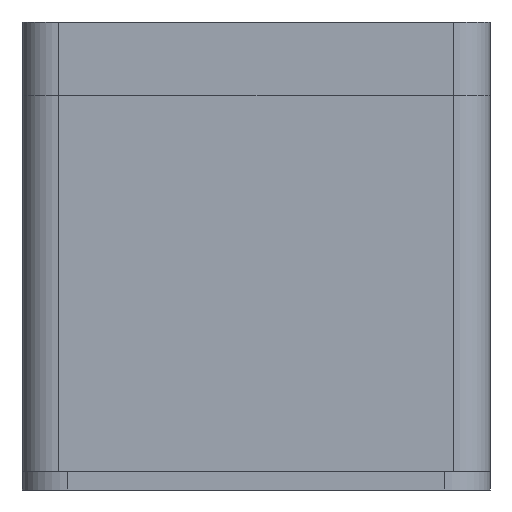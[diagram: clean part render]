
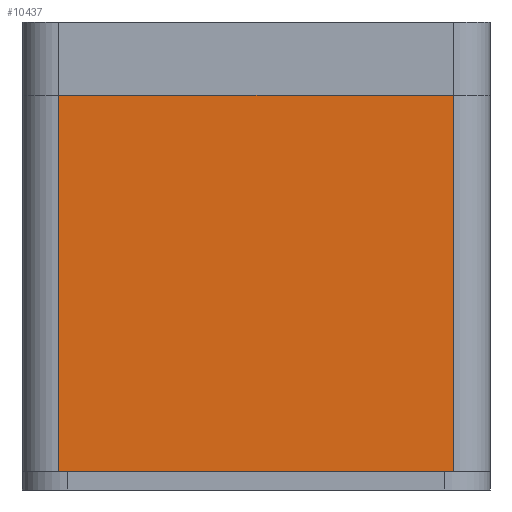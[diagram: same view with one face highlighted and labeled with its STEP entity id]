
A CAD part, front view. The second image highlights one B-rep face of the part: STEP entity #10437.
In plain terms, the highlighted planar face has unit normal (0, -1, 0).
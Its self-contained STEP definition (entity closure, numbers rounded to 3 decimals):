
#1017 = PLANE('',#1018);
#1018 = AXIS2_PLACEMENT_3D('',#1019,#1020,#1021);
#1019 = CARTESIAN_POINT('',(6.4,-100.,0.));
#1020 = DIRECTION('',(0.,-1.,0.));
#1021 = DIRECTION('',(-1.,0.,0.));
#4420 = VERTEX_POINT('',#4421);
#4421 = CARTESIAN_POINT('',(5.4,-100.,0.));
#4436 = CYLINDRICAL_SURFACE('',#4437,1.);
#4437 = AXIS2_PLACEMENT_3D('',#4438,#4439,#4440);
#4438 = CARTESIAN_POINT('',(5.4,-99.,0.));
#4439 = DIRECTION('',(0.,0.,1.));
#4440 = DIRECTION('',(0.,-1.,0.));
#4528 = EDGE_CURVE('',#4420,#4529,#4531,.T.);
#4529 = VERTEX_POINT('',#4530);
#4530 = CARTESIAN_POINT('',(-5.4,-100.,0.));
#4531 = SURFACE_CURVE('',#4532,(#4536,#4543),.PCURVE_S1.);
#4532 = LINE('',#4533,#4534);
#4533 = CARTESIAN_POINT('',(6.4,-100.,0.));
#4534 = VECTOR('',#4535,1.);
#4535 = DIRECTION('',(-1.,0.,0.));
#4536 = PCURVE('',#1017,#4537);
#4537 = DEFINITIONAL_REPRESENTATION('',(#4538),#4542);
#4538 = LINE('',#4539,#4540);
#4539 = CARTESIAN_POINT('',(0.,-0.));
#4540 = VECTOR('',#4541,1.);
#4541 = DIRECTION('',(1.,0.));
#4542 = ( GEOMETRIC_REPRESENTATION_CONTEXT(2) 
PARAMETRIC_REPRESENTATION_CONTEXT() REPRESENTATION_CONTEXT('2D SPACE',''
  ) );
#4543 = PCURVE('',#4544,#4549);
#4544 = PLANE('',#4545);
#4545 = AXIS2_PLACEMENT_3D('',#4546,#4547,#4548);
#4546 = CARTESIAN_POINT('',(5.4,-100.,0.));
#4547 = DIRECTION('',(0.,1.,0.));
#4548 = DIRECTION('',(-1.,0.,0.));
#4549 = DEFINITIONAL_REPRESENTATION('',(#4550),#4554);
#4550 = LINE('',#4551,#4552);
#4551 = CARTESIAN_POINT('',(-1.,0.));
#4552 = VECTOR('',#4553,1.);
#4553 = DIRECTION('',(1.,0.));
#4554 = ( GEOMETRIC_REPRESENTATION_CONTEXT(2) 
PARAMETRIC_REPRESENTATION_CONTEXT() REPRESENTATION_CONTEXT('2D SPACE',''
  ) );
#4654 = CYLINDRICAL_SURFACE('',#4655,1.);
#4655 = AXIS2_PLACEMENT_3D('',#4656,#4657,#4658);
#4656 = CARTESIAN_POINT('',(-5.4,-99.,0.));
#4657 = DIRECTION('',(0.,0.,1.));
#4658 = DIRECTION('',(0.,-1.,0.));
#10251 = PLANE('',#10252);
#10252 = AXIS2_PLACEMENT_3D('',#10253,#10254,#10255);
#10253 = CARTESIAN_POINT('',(0.,0.,-10.3));
#10254 = DIRECTION('',(0.,0.,1.));
#10255 = DIRECTION('',(1.,0.,0.));
#10290 = VERTEX_POINT('',#10291);
#10291 = CARTESIAN_POINT('',(5.4,-100.,-10.3));
#10317 = EDGE_CURVE('',#4420,#10290,#10318,.T.);
#10318 = SURFACE_CURVE('',#10319,(#10323,#10330),.PCURVE_S1.);
#10319 = LINE('',#10320,#10321);
#10320 = CARTESIAN_POINT('',(5.4,-100.,0.));
#10321 = VECTOR('',#10322,1.);
#10322 = DIRECTION('',(-0.,-0.,-1.));
#10323 = PCURVE('',#4436,#10324);
#10324 = DEFINITIONAL_REPRESENTATION('',(#10325),#10329);
#10325 = LINE('',#10326,#10327);
#10326 = CARTESIAN_POINT('',(-6.283,0.));
#10327 = VECTOR('',#10328,1.);
#10328 = DIRECTION('',(-0.,-1.));
#10329 = ( GEOMETRIC_REPRESENTATION_CONTEXT(2) 
PARAMETRIC_REPRESENTATION_CONTEXT() REPRESENTATION_CONTEXT('2D SPACE',''
  ) );
#10330 = PCURVE('',#4544,#10331);
#10331 = DEFINITIONAL_REPRESENTATION('',(#10332),#10336);
#10332 = LINE('',#10333,#10334);
#10333 = CARTESIAN_POINT('',(0.,0.));
#10334 = VECTOR('',#10335,1.);
#10335 = DIRECTION('',(0.,-1.));
#10336 = ( GEOMETRIC_REPRESENTATION_CONTEXT(2) 
PARAMETRIC_REPRESENTATION_CONTEXT() REPRESENTATION_CONTEXT('2D SPACE',''
  ) );
#10437 = ADVANCED_FACE('',(#10438),#4544,.F.);
#10438 = FACE_BOUND('',#10439,.F.);
#10439 = EDGE_LOOP('',(#10440,#10441,#10464,#10492,#10520,#10541));
#10440 = ORIENTED_EDGE('',*,*,#10317,.T.);
#10441 = ORIENTED_EDGE('',*,*,#10442,.T.);
#10442 = EDGE_CURVE('',#10290,#10443,#10445,.T.);
#10443 = VERTEX_POINT('',#10444);
#10444 = CARTESIAN_POINT('',(5.15,-100.,-10.3));
#10445 = SURFACE_CURVE('',#10446,(#10450,#10457),.PCURVE_S1.);
#10446 = LINE('',#10447,#10448);
#10447 = CARTESIAN_POINT('',(6.4,-100.,-10.3));
#10448 = VECTOR('',#10449,1.);
#10449 = DIRECTION('',(-1.,0.,0.));
#10450 = PCURVE('',#4544,#10451);
#10451 = DEFINITIONAL_REPRESENTATION('',(#10452),#10456);
#10452 = LINE('',#10453,#10454);
#10453 = CARTESIAN_POINT('',(-1.,-10.3));
#10454 = VECTOR('',#10455,1.);
#10455 = DIRECTION('',(1.,0.));
#10456 = ( GEOMETRIC_REPRESENTATION_CONTEXT(2) 
PARAMETRIC_REPRESENTATION_CONTEXT() REPRESENTATION_CONTEXT('2D SPACE',''
  ) );
#10457 = PCURVE('',#10251,#10458);
#10458 = DEFINITIONAL_REPRESENTATION('',(#10459),#10463);
#10459 = LINE('',#10460,#10461);
#10460 = CARTESIAN_POINT('',(6.4,-100.));
#10461 = VECTOR('',#10462,1.);
#10462 = DIRECTION('',(-1.,0.));
#10463 = ( GEOMETRIC_REPRESENTATION_CONTEXT(2) 
PARAMETRIC_REPRESENTATION_CONTEXT() REPRESENTATION_CONTEXT('2D SPACE',''
  ) );
#10464 = ORIENTED_EDGE('',*,*,#10465,.F.);
#10465 = EDGE_CURVE('',#10466,#10443,#10468,.T.);
#10466 = VERTEX_POINT('',#10467);
#10467 = CARTESIAN_POINT('',(-5.15,-100.,-10.3));
#10468 = SURFACE_CURVE('',#10469,(#10473,#10480),.PCURVE_S1.);
#10469 = LINE('',#10470,#10471);
#10470 = CARTESIAN_POINT('',(-5.15,-100.,-10.3));
#10471 = VECTOR('',#10472,1.);
#10472 = DIRECTION('',(1.,0.,0.));
#10473 = PCURVE('',#4544,#10474);
#10474 = DEFINITIONAL_REPRESENTATION('',(#10475),#10479);
#10475 = LINE('',#10476,#10477);
#10476 = CARTESIAN_POINT('',(10.55,-10.3));
#10477 = VECTOR('',#10478,1.);
#10478 = DIRECTION('',(-1.,0.));
#10479 = ( GEOMETRIC_REPRESENTATION_CONTEXT(2) 
PARAMETRIC_REPRESENTATION_CONTEXT() REPRESENTATION_CONTEXT('2D SPACE',''
  ) );
#10480 = PCURVE('',#10481,#10486);
#10481 = PLANE('',#10482);
#10482 = AXIS2_PLACEMENT_3D('',#10483,#10484,#10485);
#10483 = CARTESIAN_POINT('',(-5.15,-100.,-10.3));
#10484 = DIRECTION('',(0.,1.,0.));
#10485 = DIRECTION('',(-1.,-0.,-0.));
#10486 = DEFINITIONAL_REPRESENTATION('',(#10487),#10491);
#10487 = LINE('',#10488,#10489);
#10488 = CARTESIAN_POINT('',(-0.,0.));
#10489 = VECTOR('',#10490,1.);
#10490 = DIRECTION('',(-1.,0.));
#10491 = ( GEOMETRIC_REPRESENTATION_CONTEXT(2) 
PARAMETRIC_REPRESENTATION_CONTEXT() REPRESENTATION_CONTEXT('2D SPACE',''
  ) );
#10492 = ORIENTED_EDGE('',*,*,#10493,.T.);
#10493 = EDGE_CURVE('',#10466,#10494,#10496,.T.);
#10494 = VERTEX_POINT('',#10495);
#10495 = CARTESIAN_POINT('',(-5.4,-100.,-10.3));
#10496 = SURFACE_CURVE('',#10497,(#10501,#10508),.PCURVE_S1.);
#10497 = LINE('',#10498,#10499);
#10498 = CARTESIAN_POINT('',(6.4,-100.,-10.3));
#10499 = VECTOR('',#10500,1.);
#10500 = DIRECTION('',(-1.,0.,0.));
#10501 = PCURVE('',#4544,#10502);
#10502 = DEFINITIONAL_REPRESENTATION('',(#10503),#10507);
#10503 = LINE('',#10504,#10505);
#10504 = CARTESIAN_POINT('',(-1.,-10.3));
#10505 = VECTOR('',#10506,1.);
#10506 = DIRECTION('',(1.,0.));
#10507 = ( GEOMETRIC_REPRESENTATION_CONTEXT(2) 
PARAMETRIC_REPRESENTATION_CONTEXT() REPRESENTATION_CONTEXT('2D SPACE',''
  ) );
#10508 = PCURVE('',#10509,#10514);
#10509 = PLANE('',#10510);
#10510 = AXIS2_PLACEMENT_3D('',#10511,#10512,#10513);
#10511 = CARTESIAN_POINT('',(0.,0.,-10.3));
#10512 = DIRECTION('',(0.,0.,1.));
#10513 = DIRECTION('',(1.,0.,0.));
#10514 = DEFINITIONAL_REPRESENTATION('',(#10515),#10519);
#10515 = LINE('',#10516,#10517);
#10516 = CARTESIAN_POINT('',(6.4,-100.));
#10517 = VECTOR('',#10518,1.);
#10518 = DIRECTION('',(-1.,0.));
#10519 = ( GEOMETRIC_REPRESENTATION_CONTEXT(2) 
PARAMETRIC_REPRESENTATION_CONTEXT() REPRESENTATION_CONTEXT('2D SPACE',''
  ) );
#10520 = ORIENTED_EDGE('',*,*,#10521,.F.);
#10521 = EDGE_CURVE('',#4529,#10494,#10522,.T.);
#10522 = SURFACE_CURVE('',#10523,(#10527,#10534),.PCURVE_S1.);
#10523 = LINE('',#10524,#10525);
#10524 = CARTESIAN_POINT('',(-5.4,-100.,0.));
#10525 = VECTOR('',#10526,1.);
#10526 = DIRECTION('',(-0.,-0.,-1.));
#10527 = PCURVE('',#4544,#10528);
#10528 = DEFINITIONAL_REPRESENTATION('',(#10529),#10533);
#10529 = LINE('',#10530,#10531);
#10530 = CARTESIAN_POINT('',(10.8,0.));
#10531 = VECTOR('',#10532,1.);
#10532 = DIRECTION('',(0.,-1.));
#10533 = ( GEOMETRIC_REPRESENTATION_CONTEXT(2) 
PARAMETRIC_REPRESENTATION_CONTEXT() REPRESENTATION_CONTEXT('2D SPACE',''
  ) );
#10534 = PCURVE('',#4654,#10535);
#10535 = DEFINITIONAL_REPRESENTATION('',(#10536),#10540);
#10536 = LINE('',#10537,#10538);
#10537 = CARTESIAN_POINT('',(6.283,0.));
#10538 = VECTOR('',#10539,1.);
#10539 = DIRECTION('',(0.,-1.));
#10540 = ( GEOMETRIC_REPRESENTATION_CONTEXT(2) 
PARAMETRIC_REPRESENTATION_CONTEXT() REPRESENTATION_CONTEXT('2D SPACE',''
  ) );
#10541 = ORIENTED_EDGE('',*,*,#4528,.F.);
